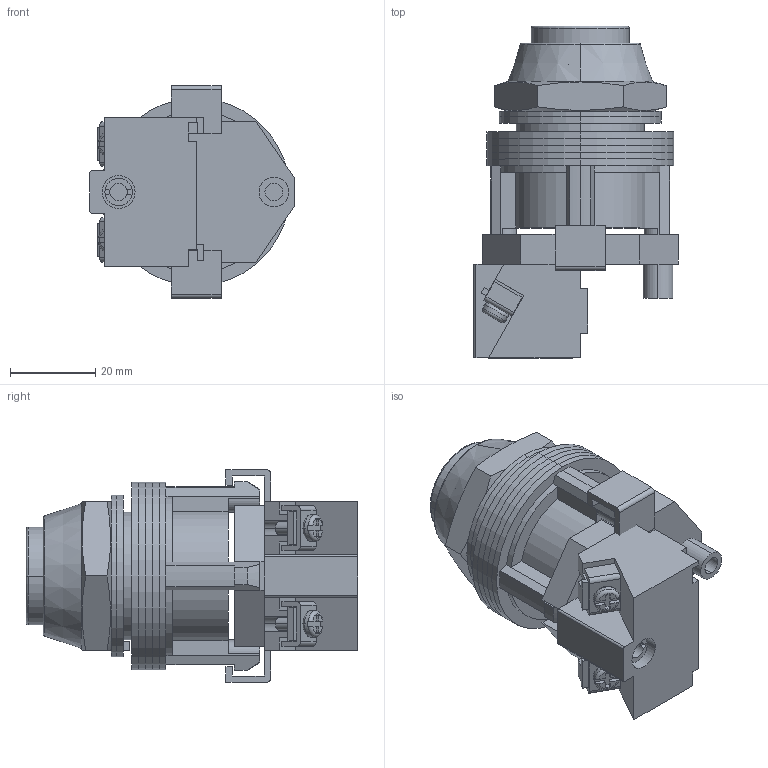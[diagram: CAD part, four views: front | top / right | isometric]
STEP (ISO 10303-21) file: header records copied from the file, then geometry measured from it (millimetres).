
FILE_DESCRIPTION (( 'STEP AP214' ), '1' );
FILE_NAME ('HT8ABGA.step', '2018-06-29T15:08:52', ( '' ), ( '' ), 'SwSTEP 2.0', 'SolidWorks 2017', '' );
FILE_SCHEMA (( 'AUTOMOTIVE_DESIGN' ));
Length unit declared in the file: millimetre
Products named in the file (1): HT8ABGA
Bounding box: 48 x 77.95 x 50 mm (x, y, z)
Volume: 58379.7 mm3; surface area: 39542.8 mm2
Topology: 19 solids, 19 shells, 391 faces, 971 edges, 636 vertices
Faces by surface type: plane 241, cylinder 123, cone 15, torus 12
Entity records: 12736 total; most frequent: CARTESIAN_POINT 2195, DIRECTION 2015, ORIENTED_EDGE 1942, EDGE_CURVE 971, AXIS2_PLACEMENT_3D 688, VECTOR 639, LINE 639, VERTEX_POINT 636
